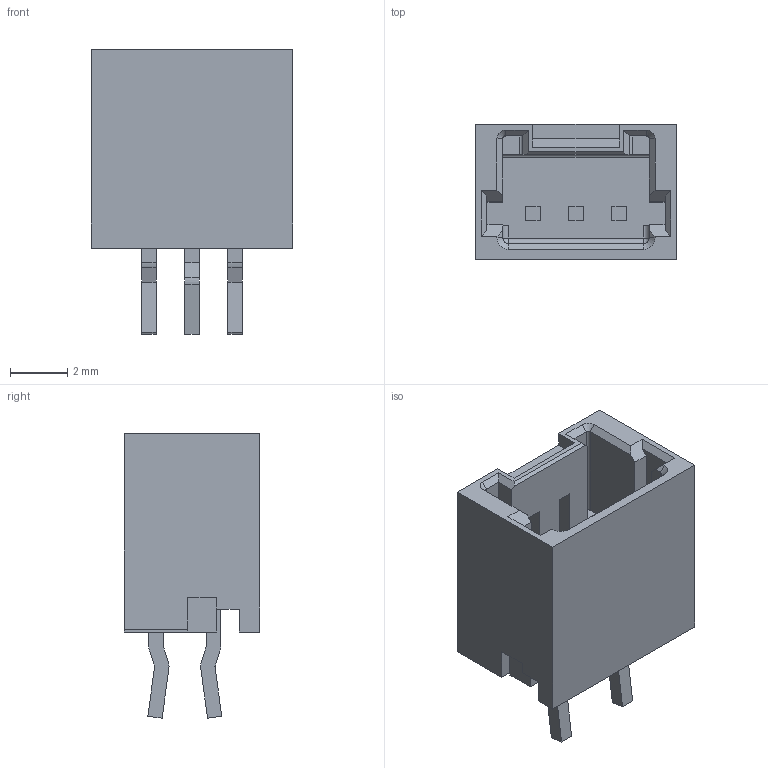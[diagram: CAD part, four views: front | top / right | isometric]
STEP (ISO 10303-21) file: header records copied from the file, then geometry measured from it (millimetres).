
FILE_DESCRIPTION((''),'2;1');
FILE_NAME('C-292272-3','2014-09-30T',('workeradm'),('Tyco Electronics Ltd.'),'PRO/ENGINEER BY PARAMETRIC TECHNOLOGY CORPORATION, 2014090','PRO/ENGINEER BY PARAMETRIC TECHNOLOGY CORPORATION, 2014090','');
FILE_SCHEMA(('AUTOMOTIVE_DESIGN { 1 0 10303 214 1 1 1 1 }'));
Length unit declared in the file: millimetre
Products named in the file (1): C-292272-3
Bounding box: 7 x 4.7 x 9.9 mm (x, y, z)
Volume: 130.8 mm3; surface area: 377.6 mm2
Topology: 1 solids, 1 shells, 164 faces, 456 edges, 296 vertices
Faces by surface type: plane 134, cylinder 24, cone 4, sphere 2
Entity records: 5344 total; most frequent: CARTESIAN_POINT 918, ORIENTED_EDGE 912, DIRECTION 836, EDGE_CURVE 456, VECTOR 404, LINE 404, VERTEX_POINT 296, AXIS2_PLACEMENT_3D 216
